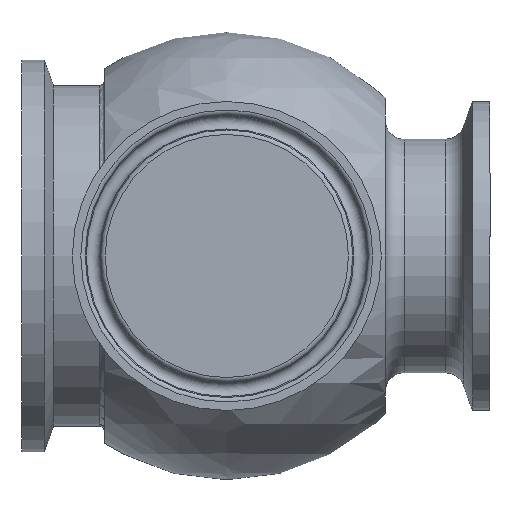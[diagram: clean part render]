
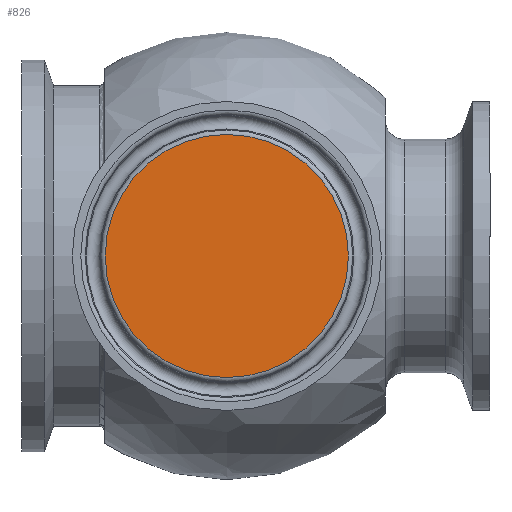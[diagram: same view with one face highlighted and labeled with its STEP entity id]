
A CAD part, left-side view. The second image highlights one B-rep face of the part: STEP entity #826.
In plain terms, the highlighted planar face has unit normal (-1, 0, 0).
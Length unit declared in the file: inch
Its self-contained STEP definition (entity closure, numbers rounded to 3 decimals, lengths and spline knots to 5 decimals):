
#28=PLANE('',#947);
#109=FACE_OUTER_BOUND('',#154,.T.);
#154=EDGE_LOOP('',(#651,#652));
#217=CIRCLE('',#911,0.78063);
#222=CIRCLE('',#916,0.78063);
#326=VERTEX_POINT('',#1431);
#327=VERTEX_POINT('',#1432);
#433=EDGE_CURVE('',#326,#327,#217,.T.);
#438=EDGE_CURVE('',#327,#326,#222,.T.);
#651=ORIENTED_EDGE('',*,*,#433,.F.);
#652=ORIENTED_EDGE('',*,*,#438,.F.);
#826=ADVANCED_FACE('',(#109),#28,.F.);
#911=AXIS2_PLACEMENT_3D('',#1433,#1113,#1114);
#916=AXIS2_PLACEMENT_3D('',#1441,#1123,#1124);
#947=AXIS2_PLACEMENT_3D('',#1496,#1189,#1190);
#1113=DIRECTION('center_axis',(1.,0.,0.));
#1114=DIRECTION('ref_axis',(0.,0.,
-1.));
#1123=DIRECTION('center_axis',(1.,0.,0.));
#1124=DIRECTION('ref_axis',(0.,0.,
-1.));
#1189=DIRECTION('center_axis',(1.,0.,0.));
#1190=DIRECTION('ref_axis',(0.,0.,-1.));
#1431=CARTESIAN_POINT('',(0.2508,3.3489,2.46763));
#1432=CARTESIAN_POINT('',(0.2508,3.3489,0.90637));
#1433=CARTESIAN_POINT('Origin',(0.2508,3.3489,1.687));
#1441=CARTESIAN_POINT('Origin',(0.2508,3.3489,1.687));
#1496=CARTESIAN_POINT('Origin',(0.2508,4.0339,1.687));
